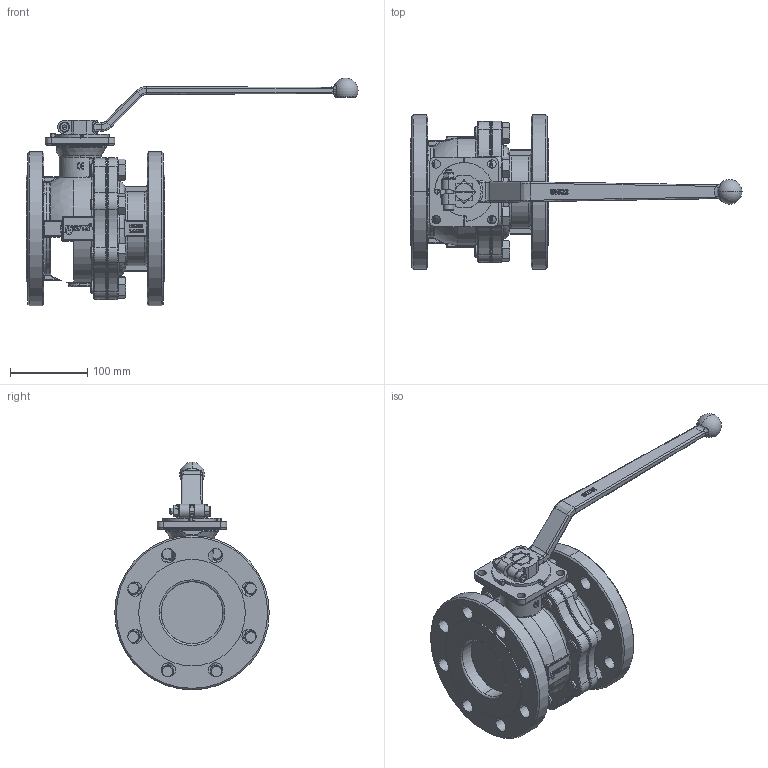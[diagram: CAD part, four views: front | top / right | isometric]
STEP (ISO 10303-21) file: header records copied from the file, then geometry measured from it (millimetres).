
FILE_DESCRIPTION(('HOOPS Exchange Step'),'2;1');
FILE_NAME('FK12_PN16_DN80.stp','2025-09-08T14:35:00+02:00',('nieru'),('Unknown organisation'),'HOOPS Exchange 2024.2','HOOPS Exchange','Unknown authorisation');
FILE_SCHEMA( ('AP203_CONFIGURATION_CONTROLLED_3D_DESIGN_OF_MECHANICAL_PARTS_AND_ASSEMBLIES_MIM_LF') );
Length unit declared in the file: millimetre
Products named in the file (2): 0; root
Assembly tree (1 placements, depth 2):
  root
    0
Bounding box: 430 x 200 x 295 mm (x, y, z)
Volume: 3319885.1 mm3; surface area: 332060.8 mm2
Topology: 1 solids, 1 shells, 2120 faces, 5705 edges, 3654 vertices
Faces by surface type: bspline 738, plane 586, cylinder 450, torus 180, cone 151, sphere 15
Entity records: 86986 total; most frequent: CARTESIAN_POINT 38234, ORIENTED_EDGE 11394, DIRECTION 7494, EDGE_CURVE 5697, VERTEX_POINT 3654, AXIS2_PLACEMENT_3D 2579, VECTOR 2336, LINE 2336
